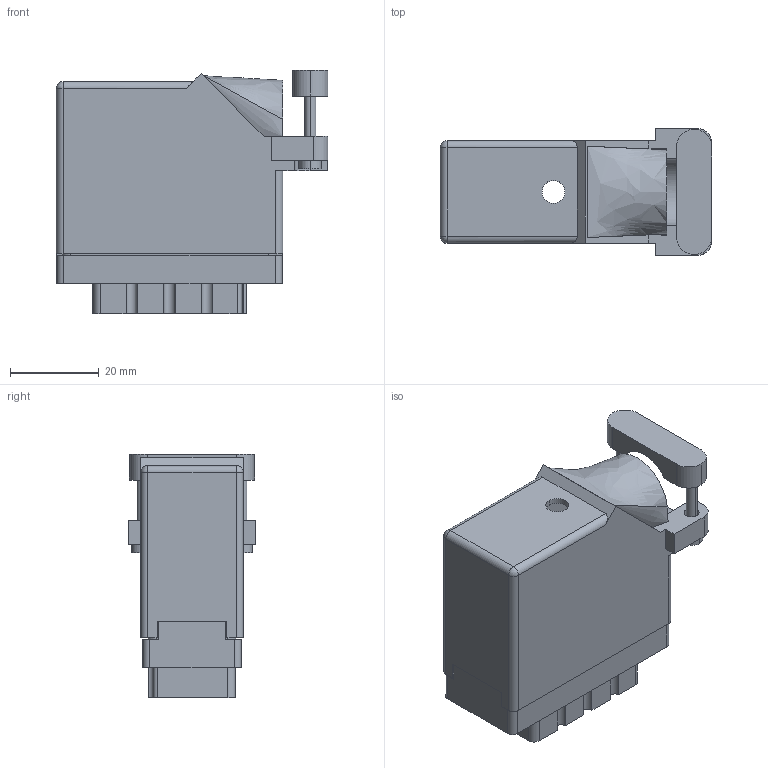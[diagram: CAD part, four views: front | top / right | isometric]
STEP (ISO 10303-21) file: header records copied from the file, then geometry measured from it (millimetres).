
FILE_DESCRIPTION (( 'STEP AP203' ), '1' );
FILE_NAME ('516-038-542-240.STEP', '2020-03-05T17:55:13', ( '' ), ( '' ), 'SwSTEP 2.0', 'SolidWorks 2016', '' );
FILE_SCHEMA (( 'CONFIG_CONTROL_DESIGN' ));
Length unit declared in the file: inch
Products named in the file (4): 516 Part Receptacle_038; 516-292-001_542 Contact; 516-038-542-240; 516-230-001_Plastic - 038 Side Entry - Large Clamp
Assembly tree (40 placements, depth 2):
  516-038-542-240
    516 Part Receptacle_038
    516-292-001_542 Contact  x38
    516-230-001_Plastic - 038 Side Entry - Large Clamp
Bounding box: 61.21 x 28.57 x 54.91 mm (x, y, z)
Volume: 23408.8 mm3; surface area: 37355.6 mm2
Topology: 40 solids, 40 shells, 3734 faces, 10818 edges, 7182 vertices
Faces by surface type: plane 2278, cylinder 1221, bspline 231, cone 2, sphere 2
Entity records: 37483 total; most frequent: CARTESIAN_POINT 6687, ORIENTED_EDGE 6240, DIRECTION 6100, EDGE_CURVE 3120, LINE 2272, VECTOR 2272, VERTEX_POINT 2076, AXIS2_PLACEMENT_3D 1914
